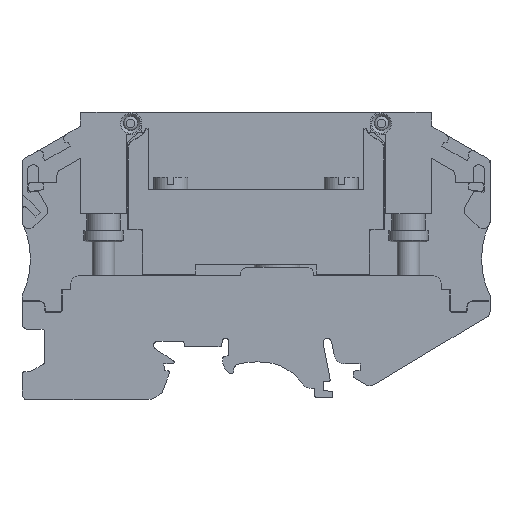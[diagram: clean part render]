
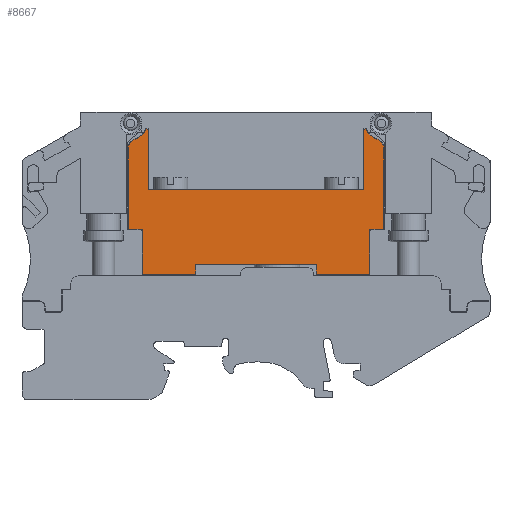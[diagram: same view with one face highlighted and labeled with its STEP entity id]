
A CAD part, front view. The second image highlights one B-rep face of the part: STEP entity #8667.
In plain terms, the highlighted planar face has unit normal (0, -1, 0).
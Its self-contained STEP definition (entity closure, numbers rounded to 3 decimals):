
#26=ELLIPSE('',#9145,0.25,0.25);
#27=ELLIPSE('',#9150,0.25,0.25);
#28=ELLIPSE('',#9151,0.25,0.25);
#29=ELLIPSE('',#9152,0.25,0.25);
#276=LINE('',#12115,#947);
#277=LINE('',#12120,#948);
#278=LINE('',#12126,#949);
#279=LINE('',#12128,#950);
#280=LINE('',#12130,#951);
#281=LINE('',#12132,#952);
#282=LINE('',#12134,#953);
#283=LINE('',#12140,#954);
#284=LINE('',#12144,#955);
#285=LINE('',#12148,#956);
#286=LINE('',#12150,#957);
#287=LINE('',#12152,#958);
#288=LINE('',#12154,#959);
#289=LINE('',#12156,#960);
#290=LINE('',#12158,#961);
#291=LINE('',#12160,#962);
#947=VECTOR('',#10164,1000.);
#948=VECTOR('',#10167,1000.);
#949=VECTOR('',#10172,1000.);
#950=VECTOR('',#10173,1000.);
#951=VECTOR('',#10174,1000.);
#952=VECTOR('',#10175,1000.);
#953=VECTOR('',#10176,1000.);
#954=VECTOR('',#10181,1000.);
#955=VECTOR('',#10184,1000.);
#956=VECTOR('',#10187,1000.);
#957=VECTOR('',#10188,1000.);
#958=VECTOR('',#10189,1000.);
#959=VECTOR('',#10190,1000.);
#960=VECTOR('',#10191,1000.);
#961=VECTOR('',#10192,1000.);
#962=VECTOR('',#10193,1000.);
#1447=PLANE('',#9144);
#2073=ORIENTED_EDGE('',*,*,#3816,.F.);
#2074=ORIENTED_EDGE('',*,*,#3817,.T.);
#2075=ORIENTED_EDGE('',*,*,#3818,.F.);
#2076=ORIENTED_EDGE('',*,*,#3819,.F.);
#2077=ORIENTED_EDGE('',*,*,#3820,.F.);
#2078=ORIENTED_EDGE('',*,*,#3821,.F.);
#2079=ORIENTED_EDGE('',*,*,#3822,.F.);
#2080=ORIENTED_EDGE('',*,*,#3823,.T.);
#2081=ORIENTED_EDGE('',*,*,#3824,.F.);
#2082=ORIENTED_EDGE('',*,*,#3825,.F.);
#2083=ORIENTED_EDGE('',*,*,#3826,.F.);
#2084=ORIENTED_EDGE('',*,*,#3827,.F.);
#2085=ORIENTED_EDGE('',*,*,#3828,.F.);
#2086=ORIENTED_EDGE('',*,*,#3829,.T.);
#2087=ORIENTED_EDGE('',*,*,#3830,.F.);
#2088=ORIENTED_EDGE('',*,*,#3831,.T.);
#2089=ORIENTED_EDGE('',*,*,#3832,.F.);
#2090=ORIENTED_EDGE('',*,*,#3833,.F.);
#2091=ORIENTED_EDGE('',*,*,#3834,.T.);
#2092=ORIENTED_EDGE('',*,*,#3835,.T.);
#2093=ORIENTED_EDGE('',*,*,#3836,.T.);
#2094=ORIENTED_EDGE('',*,*,#3837,.F.);
#2095=ORIENTED_EDGE('',*,*,#3838,.F.);
#2096=ORIENTED_EDGE('',*,*,#3839,.T.);
#3816=EDGE_CURVE('',#4695,#4696,#276,.T.);
#3817=EDGE_CURVE('',#4695,#4697,#26,.T.);
#3818=EDGE_CURVE('',#4698,#4697,#277,.T.);
#3819=EDGE_CURVE('',#4699,#4698,#5157,.F.);
#3820=EDGE_CURVE('',#4700,#4699,#5158,.T.);
#3821=EDGE_CURVE('',#4701,#4700,#278,.T.);
#3822=EDGE_CURVE('',#4702,#4701,#279,.T.);
#3823=EDGE_CURVE('',#4702,#4703,#280,.T.);
#3824=EDGE_CURVE('',#4704,#4703,#281,.T.);
#3825=EDGE_CURVE('',#4705,#4704,#282,.T.);
#3826=EDGE_CURVE('',#4706,#4705,#5159,.T.);
#3827=EDGE_CURVE('',#4707,#4706,#5160,.F.);
#3828=EDGE_CURVE('',#4708,#4707,#283,.T.);
#3829=EDGE_CURVE('',#4708,#4709,#27,.T.);
#3830=EDGE_CURVE('',#4710,#4709,#284,.T.);
#3831=EDGE_CURVE('',#4710,#4711,#28,.F.);
#3832=EDGE_CURVE('',#4712,#4711,#285,.T.);
#3833=EDGE_CURVE('',#4713,#4712,#286,.T.);
#3834=EDGE_CURVE('',#4713,#4714,#287,.T.);
#3835=EDGE_CURVE('',#4714,#4715,#288,.T.);
#3836=EDGE_CURVE('',#4715,#4716,#289,.T.);
#3837=EDGE_CURVE('',#4717,#4716,#290,.T.);
#3838=EDGE_CURVE('',#4718,#4717,#291,.T.);
#3839=EDGE_CURVE('',#4718,#4696,#29,.F.);
#4695=VERTEX_POINT('',#12116);
#4696=VERTEX_POINT('',#12117);
#4697=VERTEX_POINT('',#12119);
#4698=VERTEX_POINT('',#12121);
#4699=VERTEX_POINT('',#12123);
#4700=VERTEX_POINT('',#12125);
#4701=VERTEX_POINT('',#12127);
#4702=VERTEX_POINT('',#12129);
#4703=VERTEX_POINT('',#12131);
#4704=VERTEX_POINT('',#12133);
#4705=VERTEX_POINT('',#12135);
#4706=VERTEX_POINT('',#12137);
#4707=VERTEX_POINT('',#12139);
#4708=VERTEX_POINT('',#12141);
#4709=VERTEX_POINT('',#12143);
#4710=VERTEX_POINT('',#12145);
#4711=VERTEX_POINT('',#12147);
#4712=VERTEX_POINT('',#12149);
#4713=VERTEX_POINT('',#12151);
#4714=VERTEX_POINT('',#12153);
#4715=VERTEX_POINT('',#12155);
#4716=VERTEX_POINT('',#12157);
#4717=VERTEX_POINT('',#12159);
#4718=VERTEX_POINT('',#12161);
#5157=CIRCLE('',#9146,1.8);
#5158=CIRCLE('',#9147,2.898);
#5159=CIRCLE('',#9148,2.898);
#5160=CIRCLE('',#9149,1.8);
#5378=EDGE_LOOP('',(#2073,#2074,#2075,#2076,#2077,#2078,#2079,#2080,#2081,
#2082,#2083,#2084,#2085,#2086,#2087,#2088,#2089,#2090,#2091,#2092,#2093,
#2094,#2095,#2096));
#5785=FACE_BOUND('',#5378,.T.);
#8667=ADVANCED_FACE('',(#5785),#1447,.T.);
#9144=AXIS2_PLACEMENT_3D('',#12114,#10162,#10163);
#9145=AXIS2_PLACEMENT_3D('',#12118,#10165,#10166);
#9146=AXIS2_PLACEMENT_3D('',#12122,#10168,#10169);
#9147=AXIS2_PLACEMENT_3D('',#12124,#10170,#10171);
#9148=AXIS2_PLACEMENT_3D('',#12136,#10177,#10178);
#9149=AXIS2_PLACEMENT_3D('',#12138,#10179,#10180);
#9150=AXIS2_PLACEMENT_3D('',#12142,#10182,#10183);
#9151=AXIS2_PLACEMENT_3D('',#12146,#10185,#10186);
#9152=AXIS2_PLACEMENT_3D('',#12162,#10194,#10195);
#10162=DIRECTION('',(0.,-1.,0.));
#10163=DIRECTION('',(1.,0.,0.));
#10164=DIRECTION('',(-1.,0.,0.));
#10165=DIRECTION('',(0.,-1.,0.));
#10166=DIRECTION('',(0.707,0.,-0.707));
#10167=DIRECTION('',(0.,0.,-1.));
#10168=DIRECTION('',(0.,-1.,0.));
#10169=DIRECTION('',(0.,0.,-1.));
#10170=DIRECTION('',(0.,-1.,0.));
#10171=DIRECTION('',(0.,0.,-1.));
#10172=DIRECTION('',(1.,0.,0.));
#10173=DIRECTION('',(0.009,0.,1.));
#10174=DIRECTION('',(-1.,0.,0.));
#10175=DIRECTION('',(0.009,0.,-1.));
#10176=DIRECTION('',(1.,0.,0.));
#10177=DIRECTION('',(0.,-1.,0.));
#10178=DIRECTION('',(0.,0.,-1.));
#10179=DIRECTION('',(0.,-1.,0.));
#10180=DIRECTION('',(0.,0.,-1.));
#10181=DIRECTION('',(0.,0.,1.));
#10182=DIRECTION('',(0.,-1.,0.));
#10183=DIRECTION('',(-0.707,0.,-0.707));
#10184=DIRECTION('',(-1.,0.,0.));
#10185=DIRECTION('',(0.,-1.,0.));
#10186=DIRECTION('',(0.707,0.,0.707));
#10187=DIRECTION('',(0.,0.,1.));
#10188=DIRECTION('',(-1.,0.,0.));
#10189=DIRECTION('',(-0.009,0.,1.));
#10190=DIRECTION('',(1.,0.,0.));
#10191=DIRECTION('',(-0.009,0.,-1.));
#10192=DIRECTION('',(-1.,0.,0.));
#10193=DIRECTION('',(0.,0.,-1.));
#10194=DIRECTION('',(0.,-1.,0.));
#10195=DIRECTION('',(-0.707,0.,0.707));
#12114=CARTESIAN_POINT('',(0.,0.,19.25));
#12115=CARTESIAN_POINT('',(0.,0.,17.75));
#12116=CARTESIAN_POINT('',(22.45,0.,17.75));
#12117=CARTESIAN_POINT('',(20.35,0.,17.75));
#12118=CARTESIAN_POINT('',(22.45,0.,18.));
#12119=CARTESIAN_POINT('',(22.7,0.,18.));
#12120=CARTESIAN_POINT('',(22.7,0.,22.625));
#12121=CARTESIAN_POINT('',(22.7,0.,32.));
#12122=CARTESIAN_POINT('',(20.9,0.,32.));
#12123=CARTESIAN_POINT('',(21.417,0.,33.724));
#12124=CARTESIAN_POINT('',(22.25,0.,36.5));
#12125=CARTESIAN_POINT('',(19.53,0.,35.5));
#12126=CARTESIAN_POINT('',(0.,0.,35.5));
#12127=CARTESIAN_POINT('',(19.1,0.,35.5));
#12128=CARTESIAN_POINT('',(19.1,0.,35.541));
#12129=CARTESIAN_POINT('',(19.006,0.,24.75));
#12130=CARTESIAN_POINT('',(-19.1,0.,24.75));
#12131=CARTESIAN_POINT('',(-19.006,0.,24.75));
#12132=CARTESIAN_POINT('',(-19.1,0.,35.541));
#12133=CARTESIAN_POINT('',(-19.1,0.,35.5));
#12134=CARTESIAN_POINT('',(0.,0.,35.5));
#12135=CARTESIAN_POINT('',(-19.53,0.,35.5));
#12136=CARTESIAN_POINT('',(-22.25,0.,36.5));
#12137=CARTESIAN_POINT('',(-21.417,0.,33.724));
#12138=CARTESIAN_POINT('',(-20.9,0.,32.));
#12139=CARTESIAN_POINT('',(-22.7,0.,32.));
#12140=CARTESIAN_POINT('',(-22.7,0.,22.625));
#12141=CARTESIAN_POINT('',(-22.7,0.,18.));
#12142=CARTESIAN_POINT('',(-22.45,0.,18.));
#12143=CARTESIAN_POINT('',(-22.45,0.,17.75));
#12144=CARTESIAN_POINT('',(0.,0.,17.75));
#12145=CARTESIAN_POINT('',(-20.35,0.,17.75));
#12146=CARTESIAN_POINT('',(-20.35,0.,17.5));
#12147=CARTESIAN_POINT('',(-20.1,0.,17.5));
#12148=CARTESIAN_POINT('',(-20.1,0.,22.625));
#12149=CARTESIAN_POINT('',(-20.1,0.,9.75));
#12150=CARTESIAN_POINT('',(-19.1,0.,9.75));
#12151=CARTESIAN_POINT('',(-10.669,0.,9.75));
#12152=CARTESIAN_POINT('',(-10.751,0.,19.156));
#12153=CARTESIAN_POINT('',(-10.684,0.,11.5));
#12154=CARTESIAN_POINT('',(-10.8,0.,11.5));
#12155=CARTESIAN_POINT('',(10.684,0.,11.5));
#12156=CARTESIAN_POINT('',(10.751,0.,19.156));
#12157=CARTESIAN_POINT('',(10.669,0.,9.75));
#12158=CARTESIAN_POINT('',(20.1,0.,9.75));
#12159=CARTESIAN_POINT('',(20.1,0.,9.75));
#12160=CARTESIAN_POINT('',(20.1,0.,22.625));
#12161=CARTESIAN_POINT('',(20.1,0.,17.5));
#12162=CARTESIAN_POINT('',(20.35,0.,17.5));
